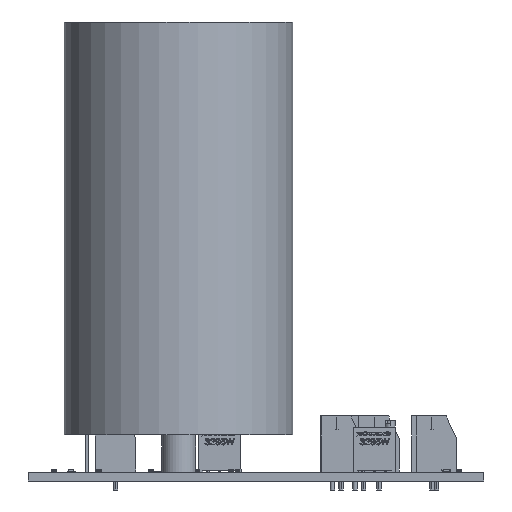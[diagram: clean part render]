
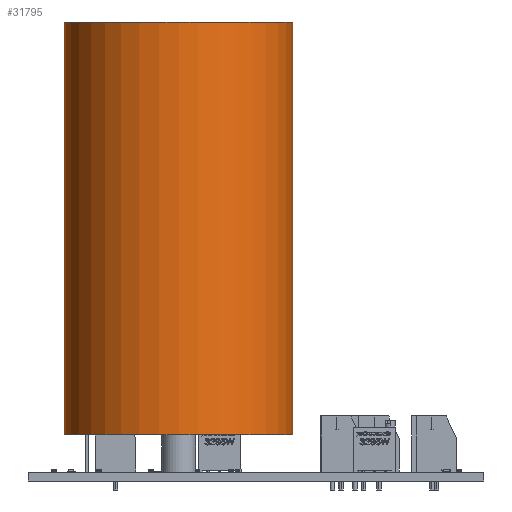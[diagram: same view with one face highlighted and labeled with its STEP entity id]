
A CAD part, left-side view. The second image highlights one B-rep face of the part: STEP entity #31795.
In plain terms, the highlighted cylindrical face has radius 25.5 mm (diameter 51 mm), a full revolution.
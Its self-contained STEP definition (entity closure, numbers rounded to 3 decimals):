
#31712 = EDGE_CURVE('',#31713,#31713,#31715,.T.);
#31713 = VERTEX_POINT('',#31714);
#31714 = CARTESIAN_POINT('',(-25.5,92.,0.));
#31715 = CIRCLE('',#31716,25.5);
#31716 = AXIS2_PLACEMENT_3D('',#31717,#31718,#31719);
#31717 = CARTESIAN_POINT('',(0.,92.,0.));
#31718 = DIRECTION('',(0.,1.,0.));
#31719 = DIRECTION('',(-1.,0.,0.));
#31795 = ADVANCED_FACE('',(#31796),#31814,.T.);
#31796 = FACE_BOUND('',#31797,.T.);
#31797 = EDGE_LOOP('',(#31798,#31799,#31806,#31813));
#31798 = ORIENTED_EDGE('',*,*,#31712,.F.);
#31799 = ORIENTED_EDGE('',*,*,#31800,.F.);
#31800 = EDGE_CURVE('',#31801,#31713,#31803,.T.);
#31801 = VERTEX_POINT('',#31802);
#31802 = CARTESIAN_POINT('',(-25.5,0.,
    0.));
#31803 = B_SPLINE_CURVE_WITH_KNOTS('',1,(#31804,#31805),.UNSPECIFIED.,
  .F.,.F.,(2,2),(0.,92.),.PIECEWISE_BEZIER_KNOTS.);
#31804 = CARTESIAN_POINT('',(-25.5,0.,0.));
#31805 = CARTESIAN_POINT('',(-25.5,92.,0.));
#31806 = ORIENTED_EDGE('',*,*,#31807,.T.);
#31807 = EDGE_CURVE('',#31801,#31801,#31808,.T.);
#31808 = CIRCLE('',#31809,25.5);
#31809 = AXIS2_PLACEMENT_3D('',#31810,#31811,#31812);
#31810 = CARTESIAN_POINT('',(0.,0.,0.));
#31811 = DIRECTION('',(0.,1.,0.));
#31812 = DIRECTION('',(-1.,0.,0.));
#31813 = ORIENTED_EDGE('',*,*,#31800,.T.);
#31814 = CYLINDRICAL_SURFACE('',#31815,25.5);
#31815 = AXIS2_PLACEMENT_3D('',#31816,#31817,#31818);
#31816 = CARTESIAN_POINT('',(0.,0.,0.));
#31817 = DIRECTION('',(0.,1.,0.));
#31818 = DIRECTION('',(-1.,0.,0.));
